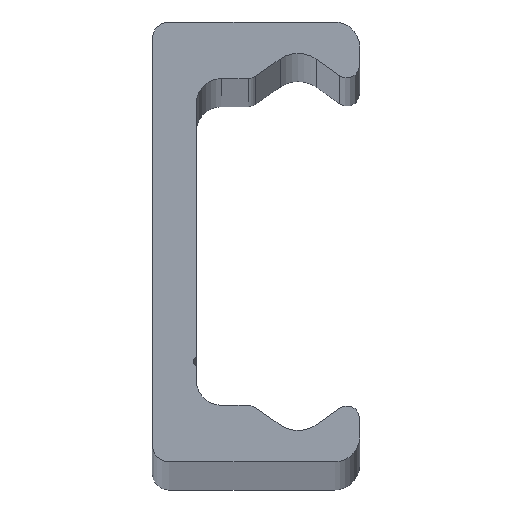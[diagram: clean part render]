
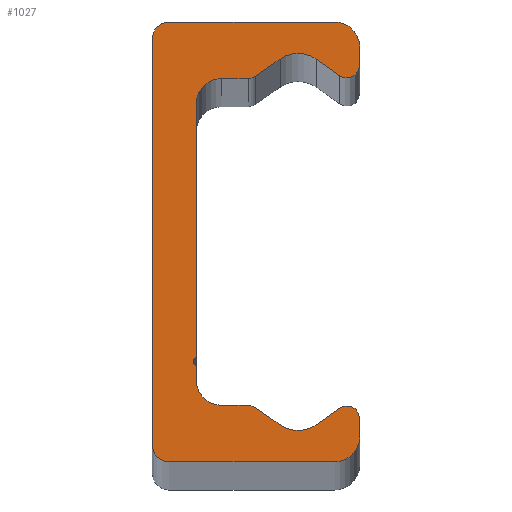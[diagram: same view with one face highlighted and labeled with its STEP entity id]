
A CAD part, top view. The second image highlights one B-rep face of the part: STEP entity #1027.
In plain terms, the highlighted planar face has unit normal (0, 0, 1).
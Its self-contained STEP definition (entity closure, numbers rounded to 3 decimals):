
#34=VECTOR('',#1324,1.);
#39=VECTOR('',#1336,1.);
#43=VECTOR('',#1347,1.);
#47=VECTOR('',#1358,1.);
#51=VECTOR('',#1369,1.);
#55=VECTOR('',#1380,1.);
#59=VECTOR('',#1391,1.);
#63=VECTOR('',#1402,1.);
#67=VECTOR('',#1413,1.);
#71=VECTOR('',#1424,1.);
#75=VECTOR('',#1435,1.);
#79=VECTOR('',#1446,1.);
#83=VECTOR('',#1457,1.);
#86=LINE('',#1597,#34);
#91=LINE('',#1612,#39);
#95=LINE('',#1624,#43);
#99=LINE('',#1636,#47);
#103=LINE('',#1648,#51);
#107=LINE('',#1660,#55);
#111=LINE('',#1672,#59);
#115=LINE('',#1684,#63);
#119=LINE('',#1696,#67);
#123=LINE('',#1708,#71);
#127=LINE('',#1720,#75);
#131=LINE('',#1732,#79);
#135=LINE('',#1744,#83);
#151=PLANE('',#1161);
#217=VERTEX_POINT('',#1598);
#218=VERTEX_POINT('',#1599);
#221=VERTEX_POINT('',#1607);
#223=VERTEX_POINT('',#1613);
#225=VERTEX_POINT('',#1619);
#227=VERTEX_POINT('',#1625);
#229=VERTEX_POINT('',#1631);
#231=VERTEX_POINT('',#1637);
#233=VERTEX_POINT('',#1643);
#235=VERTEX_POINT('',#1649);
#237=VERTEX_POINT('',#1655);
#239=VERTEX_POINT('',#1661);
#241=VERTEX_POINT('',#1667);
#243=VERTEX_POINT('',#1673);
#245=VERTEX_POINT('',#1679);
#247=VERTEX_POINT('',#1685);
#249=VERTEX_POINT('',#1691);
#251=VERTEX_POINT('',#1697);
#253=VERTEX_POINT('',#1703);
#255=VERTEX_POINT('',#1709);
#257=VERTEX_POINT('',#1715);
#259=VERTEX_POINT('',#1721);
#261=VERTEX_POINT('',#1727);
#263=VERTEX_POINT('',#1733);
#265=VERTEX_POINT('',#1739);
#267=VERTEX_POINT('',#1745);
#317=CIRCLE('',#1111,2.);
#319=CIRCLE('',#1115,1.);
#321=CIRCLE('',#1119,2.5);
#323=CIRCLE('',#1123,1.);
#325=CIRCLE('',#1127,2.);
#327=CIRCLE('',#1131,0.5);
#329=CIRCLE('',#1135,2.);
#331=CIRCLE('',#1139,1.);
#333=CIRCLE('',#1143,2.5);
#335=CIRCLE('',#1147,1.);
#337=CIRCLE('',#1151,2.);
#339=CIRCLE('',#1155,1.3);
#341=CIRCLE('',#1159,1.3);
#391=EDGE_CURVE('',#217,#218,#86,.T.);
#395=EDGE_CURVE('',#218,#221,#317,.T.);
#398=EDGE_CURVE('',#221,#223,#91,.T.);
#401=EDGE_CURVE('',#223,#225,#319,.T.);
#404=EDGE_CURVE('',#225,#227,#95,.T.);
#407=EDGE_CURVE('',#227,#229,#321,.T.);
#410=EDGE_CURVE('',#229,#231,#99,.T.);
#413=EDGE_CURVE('',#231,#233,#323,.T.);
#416=EDGE_CURVE('',#233,#235,#103,.T.);
#419=EDGE_CURVE('',#235,#237,#325,.T.);
#422=EDGE_CURVE('',#237,#239,#107,.T.);
#425=EDGE_CURVE('',#239,#241,#327,.T.);
#428=EDGE_CURVE('',#241,#243,#111,.T.);
#431=EDGE_CURVE('',#243,#245,#329,.T.);
#434=EDGE_CURVE('',#245,#247,#115,.T.);
#437=EDGE_CURVE('',#247,#249,#331,.T.);
#440=EDGE_CURVE('',#249,#251,#119,.T.);
#443=EDGE_CURVE('',#251,#253,#333,.T.);
#446=EDGE_CURVE('',#253,#255,#123,.T.);
#449=EDGE_CURVE('',#255,#257,#335,.T.);
#452=EDGE_CURVE('',#257,#259,#127,.T.);
#455=EDGE_CURVE('',#259,#261,#337,.T.);
#458=EDGE_CURVE('',#261,#263,#131,.T.);
#461=EDGE_CURVE('',#263,#265,#339,.T.);
#464=EDGE_CURVE('',#265,#267,#135,.T.);
#467=EDGE_CURVE('',#267,#217,#341,.T.);
#669=ORIENTED_EDGE('',*,*,#391,.F.);
#670=ORIENTED_EDGE('',*,*,#467,.F.);
#671=ORIENTED_EDGE('',*,*,#464,.F.);
#672=ORIENTED_EDGE('',*,*,#461,.F.);
#673=ORIENTED_EDGE('',*,*,#458,.F.);
#674=ORIENTED_EDGE('',*,*,#455,.F.);
#675=ORIENTED_EDGE('',*,*,#452,.F.);
#676=ORIENTED_EDGE('',*,*,#449,.F.);
#677=ORIENTED_EDGE('',*,*,#446,.F.);
#678=ORIENTED_EDGE('',*,*,#443,.F.);
#679=ORIENTED_EDGE('',*,*,#440,.F.);
#680=ORIENTED_EDGE('',*,*,#437,.F.);
#681=ORIENTED_EDGE('',*,*,#434,.F.);
#682=ORIENTED_EDGE('',*,*,#431,.F.);
#683=ORIENTED_EDGE('',*,*,#428,.F.);
#684=ORIENTED_EDGE('',*,*,#425,.F.);
#685=ORIENTED_EDGE('',*,*,#422,.F.);
#686=ORIENTED_EDGE('',*,*,#419,.F.);
#687=ORIENTED_EDGE('',*,*,#416,.F.);
#688=ORIENTED_EDGE('',*,*,#413,.F.);
#689=ORIENTED_EDGE('',*,*,#410,.F.);
#690=ORIENTED_EDGE('',*,*,#407,.F.);
#691=ORIENTED_EDGE('',*,*,#404,.F.);
#692=ORIENTED_EDGE('',*,*,#401,.F.);
#693=ORIENTED_EDGE('',*,*,#398,.F.);
#694=ORIENTED_EDGE('',*,*,#395,.F.);
#843=EDGE_LOOP('',(#669,#670,#671,#672,#673,#674,#675,#676,#677,#678,#679,
#680,#681,#682,#683,#684,#685,#686,#687,#688,#689,#690,#691,#692,#693,#694));
#967=FACE_BOUND('',#843,.T.);
#1027=ADVANCED_FACE('',(#967),#151,.T.);
#1111=AXIS2_PLACEMENT_3D('',#1606,#1330,#1331);
#1115=AXIS2_PLACEMENT_3D('',#1618,#1341,#1342);
#1119=AXIS2_PLACEMENT_3D('',#1630,#1352,#1353);
#1123=AXIS2_PLACEMENT_3D('',#1642,#1363,#1364);
#1127=AXIS2_PLACEMENT_3D('',#1654,#1374,#1375);
#1131=AXIS2_PLACEMENT_3D('',#1666,#1385,#1386);
#1135=AXIS2_PLACEMENT_3D('',#1678,#1396,#1397);
#1139=AXIS2_PLACEMENT_3D('',#1690,#1407,#1408);
#1143=AXIS2_PLACEMENT_3D('',#1702,#1418,#1419);
#1147=AXIS2_PLACEMENT_3D('',#1714,#1429,#1430);
#1151=AXIS2_PLACEMENT_3D('',#1726,#1440,#1441);
#1155=AXIS2_PLACEMENT_3D('',#1738,#1451,#1452);
#1159=AXIS2_PLACEMENT_3D('',#1750,#1462,#1463);
#1161=AXIS2_PLACEMENT_3D('',#1752,#1466,$);
#1324=DIRECTION('',(1.,0.,0.));
#1330=DIRECTION('',(0.,0.,-1.));
#1331=DIRECTION('',(2.,0.,0.));
#1336=DIRECTION('',(0.,-1.,0.));
#1341=DIRECTION('',(0.,0.,-1.));
#1342=DIRECTION('',(1.,0.,0.));
#1347=DIRECTION('',(-0.819,0.574,0.));
#1352=DIRECTION('',(0.,0.,1.));
#1353=DIRECTION('',(2.5,0.,0.));
#1358=DIRECTION('',(-0.819,-0.574,0.));
#1363=DIRECTION('',(0.,0.,-1.));
#1364=DIRECTION('',(1.,0.,0.));
#1369=DIRECTION('',(-1.,0.,0.));
#1374=DIRECTION('',(0.,0.,1.));
#1375=DIRECTION('',(2.,0.,0.));
#1380=DIRECTION('',(0.,-1.,0.));
#1385=DIRECTION('',(0.,0.,1.));
#1386=DIRECTION('',(0.5,0.,0.));
#1391=DIRECTION('',(0.,-1.,0.));
#1396=DIRECTION('',(0.,0.,1.));
#1397=DIRECTION('',(2.,0.,0.));
#1402=DIRECTION('',(1.,0.,0.));
#1407=DIRECTION('',(0.,0.,-1.));
#1408=DIRECTION('',(1.,0.,0.));
#1413=DIRECTION('',(0.819,-0.574,0.));
#1418=DIRECTION('',(0.,0.,1.));
#1419=DIRECTION('',(2.5,0.,0.));
#1424=DIRECTION('',(0.819,0.574,0.));
#1429=DIRECTION('',(0.,0.,-1.));
#1430=DIRECTION('',(1.,0.,0.));
#1435=DIRECTION('',(0.,-1.,0.));
#1440=DIRECTION('',(0.,0.,-1.));
#1441=DIRECTION('',(2.,0.,0.));
#1446=DIRECTION('',(-1.,0.,0.));
#1451=DIRECTION('',(0.,0.,-1.));
#1452=DIRECTION('',(1.3,0.,0.));
#1457=DIRECTION('',(0.,1.,0.));
#1462=DIRECTION('',(0.,0.,-1.));
#1463=DIRECTION('',(1.3,0.,0.));
#1466=DIRECTION('',(0.,0.,1.));
#1597=CARTESIAN_POINT('',(14.5,17.5,1280.));
#1598=CARTESIAN_POINT('',(1.3,17.5,1280.));
#1599=CARTESIAN_POINT('',(14.5,17.5,1280.));
#1606=CARTESIAN_POINT('',(14.5,15.5,1280.));
#1607=CARTESIAN_POINT('',(16.5,15.5,1280.));
#1612=CARTESIAN_POINT('',(16.5,14.042,1280.));
#1613=CARTESIAN_POINT('',(16.5,14.042,1280.));
#1618=CARTESIAN_POINT('',(15.5,14.042,1280.));
#1619=CARTESIAN_POINT('',(14.926,13.223,1280.));
#1624=CARTESIAN_POINT('',(13.034,14.548,1280.));
#1625=CARTESIAN_POINT('',(13.034,14.548,1280.));
#1630=CARTESIAN_POINT('',(11.6,12.5,1280.));
#1631=CARTESIAN_POINT('',(10.166,14.548,1280.));
#1636=CARTESIAN_POINT('',(8.214,13.181,1280.));
#1637=CARTESIAN_POINT('',(8.214,13.181,1280.));
#1642=CARTESIAN_POINT('',(7.64,14.,1280.));
#1643=CARTESIAN_POINT('',(7.64,13.,1280.));
#1648=CARTESIAN_POINT('',(5.5,13.,1280.));
#1649=CARTESIAN_POINT('',(5.5,13.,1280.));
#1654=CARTESIAN_POINT('',(5.5,11.,1280.));
#1655=CARTESIAN_POINT('',(3.5,11.,1280.));
#1660=CARTESIAN_POINT('',(3.5,-9.067,1280.));
#1661=CARTESIAN_POINT('',(3.5,-9.067,1280.));
#1666=CARTESIAN_POINT('',(3.75,-9.5,1280.));
#1667=CARTESIAN_POINT('',(3.5,-9.933,1280.));
#1672=CARTESIAN_POINT('',(3.5,-11.,1280.));
#1673=CARTESIAN_POINT('',(3.5,-11.,1280.));
#1678=CARTESIAN_POINT('',(5.5,-11.,1280.));
#1679=CARTESIAN_POINT('',(5.5,-13.,1280.));
#1684=CARTESIAN_POINT('',(7.64,-13.,1280.));
#1685=CARTESIAN_POINT('',(7.64,-13.,1280.));
#1690=CARTESIAN_POINT('',(7.64,-14.,1280.));
#1691=CARTESIAN_POINT('',(8.214,-13.181,1280.));
#1696=CARTESIAN_POINT('',(10.166,-14.548,1280.));
#1697=CARTESIAN_POINT('',(10.166,-14.548,1280.));
#1702=CARTESIAN_POINT('',(11.6,-12.5,1280.));
#1703=CARTESIAN_POINT('',(13.034,-14.548,1280.));
#1708=CARTESIAN_POINT('',(14.926,-13.223,1280.));
#1709=CARTESIAN_POINT('',(14.926,-13.223,1280.));
#1714=CARTESIAN_POINT('',(15.5,-14.042,1280.));
#1715=CARTESIAN_POINT('',(16.5,-14.042,1280.));
#1720=CARTESIAN_POINT('',(16.5,-15.5,1280.));
#1721=CARTESIAN_POINT('',(16.5,-15.5,1280.));
#1726=CARTESIAN_POINT('',(14.5,-15.5,1280.));
#1727=CARTESIAN_POINT('',(14.5,-17.5,1280.));
#1732=CARTESIAN_POINT('',(1.3,-17.5,1280.));
#1733=CARTESIAN_POINT('',(1.3,-17.5,1280.));
#1738=CARTESIAN_POINT('',(1.3,-16.2,1280.));
#1739=CARTESIAN_POINT('',(0.,-16.2,1280.));
#1744=CARTESIAN_POINT('',(0.,16.2,1280.));
#1745=CARTESIAN_POINT('',(0.,16.2,1280.));
#1750=CARTESIAN_POINT('',(1.3,16.2,1280.));
#1752=CARTESIAN_POINT('',(5.942,-0.014,1280.));
